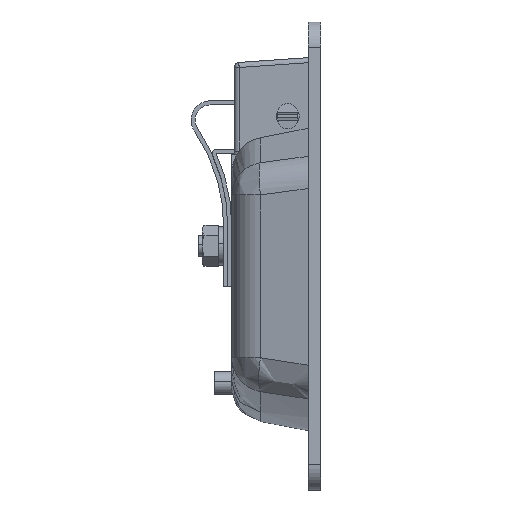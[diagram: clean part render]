
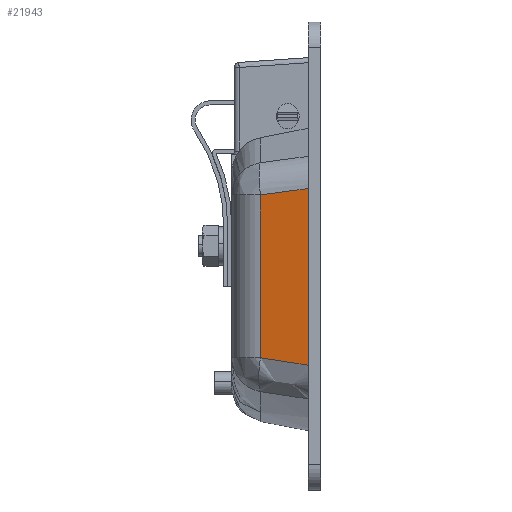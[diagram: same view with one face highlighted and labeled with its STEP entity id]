
A CAD part, left-side view. The second image highlights one B-rep face of the part: STEP entity #21943.
In plain terms, the highlighted free-form (B-spline) face has degree [1, 1] with [2, 2] control points.
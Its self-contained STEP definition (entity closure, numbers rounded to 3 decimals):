
#21100=CARTESIAN_POINT('',(5.373,52.125,-47.512));
#21101=VERTEX_POINT('',#21100);
#21126=CARTESIAN_POINT('',(-4.,54.,-48.959));
#21127=VERTEX_POINT('',#21126);
#21161=CARTESIAN_POINT('',(5.373,52.125,-47.512));
#21162=CARTESIAN_POINT('',(2.249,52.75,-47.996));
#21163=CARTESIAN_POINT('',(-0.875,53.375,-48.478));
#21164=CARTESIAN_POINT('',(-4.,54.,-48.959));
#21165=QUASI_UNIFORM_CURVE('',3,(#21161,#21162,#21163,#21164),.UNSPECIFIED.,.F.,.U.);
#21166=EDGE_CURVE('',#21101,#21127,#21165,.T.);
#21241=CARTESIAN_POINT('',(5.373,52.125,-15.492));
#21242=VERTEX_POINT('',#21241);
#21264=CARTESIAN_POINT('',(5.373,52.125,-15.492));
#21265=CARTESIAN_POINT('',(5.373,52.125,-47.512));
#21266=QUASI_UNIFORM_CURVE('',1,(#21264,#21265),.UNSPECIFIED.,.F.,.U.);
#21267=EDGE_CURVE('',#21242,#21101,#21266,.T.);
#21479=CARTESIAN_POINT('',(-4.,54.,-14.243));
#21480=VERTEX_POINT('',#21479);
#21500=CARTESIAN_POINT('',(-4.,54.,-14.243));
#21501=CARTESIAN_POINT('',(5.373,52.125,-15.492));
#21502=QUASI_UNIFORM_CURVE('',1,(#21500,#21501),.UNSPECIFIED.,.F.,.U.);
#21503=EDGE_CURVE('',#21480,#21242,#21502,.T.);
#21928=CARTESIAN_POINT('',(-4.468,54.094,-50.693));
#21929=CARTESIAN_POINT('',(5.841,52.032,-50.693));
#21930=CARTESIAN_POINT('',(-4.468,54.094,-12.509));
#21931=CARTESIAN_POINT('',(5.841,52.032,-12.509));
#21932=B_SPLINE_SURFACE_WITH_KNOTS('',1,1,((#21928,#21930),(#21929,#21931)),.UNSPECIFIED.,.F.,.F.,.U.,(2,2),(2,2),(0.0,10.513),(0.0,38.184),.UNSPECIFIED.);
#21933=ORIENTED_EDGE('',*,*,#21267,.T.);
#21934=ORIENTED_EDGE('',*,*,#21166,.T.);
#21935=CARTESIAN_POINT('',(-4.,54.,-48.959));
#21936=CARTESIAN_POINT('',(-4.,54.,-14.243));
#21937=QUASI_UNIFORM_CURVE('',1,(#21935,#21936),.UNSPECIFIED.,.F.,.U.);
#21938=EDGE_CURVE('',#21127,#21480,#21937,.T.);
#21939=ORIENTED_EDGE('',*,*,#21938,.T.);
#21940=ORIENTED_EDGE('',*,*,#21503,.T.);
#21941=EDGE_LOOP('',(#21933,#21934,#21939,#21940));
#21942=FACE_OUTER_BOUND('',#21941,.T.);
#21943=ADVANCED_FACE('',(#21942),#21932,.F.);
